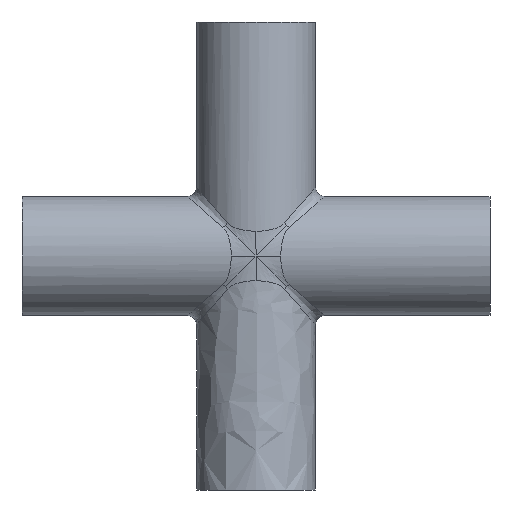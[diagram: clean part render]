
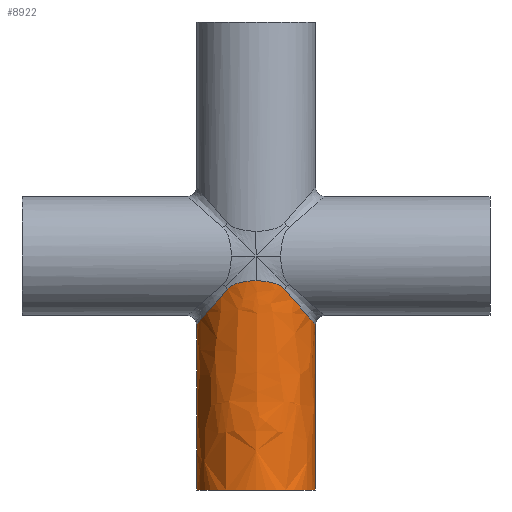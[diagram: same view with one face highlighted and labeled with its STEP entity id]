
A CAD part, front view. The second image highlights one B-rep face of the part: STEP entity #8922.
In plain terms, the highlighted free-form (B-spline) face has degree [1, 2] with [2, 9] control points.
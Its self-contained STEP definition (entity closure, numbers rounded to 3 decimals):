
#730=CARTESIAN_POINT('',(0.,-12.7,-5.29));
#731=VERTEX_POINT('',#730);
#747=CARTESIAN_POINT('',(6.116,-11.13,-7.08));
#748=VERTEX_POINT('',#747);
#749=CARTESIAN_POINT('',(0.,-12.7,-5.29));
#750=CARTESIAN_POINT('',(0.912,-12.7,-5.29));
#751=CARTESIAN_POINT('',(1.824,-12.597,-5.364));
#752=CARTESIAN_POINT('',(2.656,-12.419,-5.51));
#753=CARTESIAN_POINT('',(3.567,-12.224,-5.671));
#754=CARTESIAN_POINT('',(4.38,-11.941,-5.919));
#755=CARTESIAN_POINT('',(5.026,-11.663,-6.255));
#756=CARTESIAN_POINT('',(5.474,-11.47,-6.487));
#757=CARTESIAN_POINT('',(5.842,-11.281,-6.762));
#758=CARTESIAN_POINT('',(6.116,-11.13,-7.08));
#759=B_SPLINE_CURVE_WITH_KNOTS('',3,(#749,#750,#751,#752,#753,#754,#755,#756,#757,#758),.UNSPECIFIED.,.F.,.U.,(4,3,3,4),(0.5,0.675,0.867,1.0),.UNSPECIFIED.);
#760=EDGE_CURVE('',#731,#748,#759,.T.);
#984=CARTESIAN_POINT('',(-6.116,-11.13,-7.08));
#985=VERTEX_POINT('',#984);
#993=CARTESIAN_POINT('',(-6.116,-11.13,-7.08));
#994=CARTESIAN_POINT('',(-5.66,-11.381,-6.551));
#995=CARTESIAN_POINT('',(-4.939,-11.739,-6.14));
#996=CARTESIAN_POINT('',(-4.031,-12.043,-5.845));
#997=CARTESIAN_POINT('',(-3.308,-12.285,-5.611));
#998=CARTESIAN_POINT('',(-2.468,-12.49,-5.451));
#999=CARTESIAN_POINT('',(-1.577,-12.602,-5.365));
#1000=CARTESIAN_POINT('',(-1.062,-12.666,-5.315));
#1001=CARTESIAN_POINT('',(-0.531,-12.7,-5.29));
#1002=CARTESIAN_POINT('',(0.,-12.7,-5.29));
#1003=B_SPLINE_CURVE_WITH_KNOTS('',3,(#993,#994,#995,#996,#997,#998,#999,#1000,#1001,#1002),.UNSPECIFIED.,.F.,.U.,(4,3,3,4),(0.0,0.222,0.398,0.5),.UNSPECIFIED.);
#1004=EDGE_CURVE('',#985,#731,#1003,.T.);
#3230=CARTESIAN_POINT('',(0.,12.7,-5.29));
#3231=VERTEX_POINT('',#3230);
#3247=CARTESIAN_POINT('',(-6.116,11.13,-7.08));
#3248=VERTEX_POINT('',#3247);
#3249=CARTESIAN_POINT('',(0.,12.7,-5.29));
#3250=CARTESIAN_POINT('',(-0.912,12.7,-5.29));
#3251=CARTESIAN_POINT('',(-1.824,12.597,-5.364));
#3252=CARTESIAN_POINT('',(-2.656,12.419,-5.51));
#3253=CARTESIAN_POINT('',(-3.567,12.224,-5.671));
#3254=CARTESIAN_POINT('',(-4.38,11.941,-5.919));
#3255=CARTESIAN_POINT('',(-5.026,11.663,-6.255));
#3256=CARTESIAN_POINT('',(-5.474,11.47,-6.487));
#3257=CARTESIAN_POINT('',(-5.842,11.281,-6.762));
#3258=CARTESIAN_POINT('',(-6.116,11.13,-7.08));
#3259=B_SPLINE_CURVE_WITH_KNOTS('',3,(#3249,#3250,#3251,#3252,#3253,#3254,#3255,#3256,#3257,#3258),.UNSPECIFIED.,.F.,.U.,(4,3,3,4),(0.5,0.675,0.867,1.0),.UNSPECIFIED.);
#3260=EDGE_CURVE('',#3231,#3248,#3259,.T.);
#8127=CARTESIAN_POINT('',(6.116,11.13,-7.08));
#8128=VERTEX_POINT('',#8127);
#8136=CARTESIAN_POINT('',(6.116,11.13,-7.08));
#8137=CARTESIAN_POINT('',(5.66,11.381,-6.551));
#8138=CARTESIAN_POINT('',(4.939,11.739,-6.14));
#8139=CARTESIAN_POINT('',(4.031,12.043,-5.845));
#8140=CARTESIAN_POINT('',(3.308,12.285,-5.611));
#8141=CARTESIAN_POINT('',(2.468,12.49,-5.451));
#8142=CARTESIAN_POINT('',(1.577,12.602,-5.365));
#8143=CARTESIAN_POINT('',(1.062,12.666,-5.315));
#8144=CARTESIAN_POINT('',(0.531,12.7,-5.29));
#8145=CARTESIAN_POINT('',(0.,12.7,-5.29));
#8146=B_SPLINE_CURVE_WITH_KNOTS('',3,(#8136,#8137,#8138,#8139,#8140,#8141,#8142,#8143,#8144,#8145),.UNSPECIFIED.,.F.,.U.,(4,3,3,4),(0.0,0.222,0.398,0.5),.UNSPECIFIED.);
#8147=EDGE_CURVE('',#8128,#3231,#8146,.T.);
#8603=CARTESIAN_POINT('',(0.0,0.0,0.0));
#8604=DIRECTION('',(-0.757,0.0,0.654));
#8605=DIRECTION('',(-0.654,0.0,-0.757));
#8606=AXIS2_PLACEMENT_3D('',#8603,#8604,#8605);
#8607=ELLIPSE('',#8606,19.426,12.7);
#8608=EDGE_CURVE('',#3248,#985,#8607,.T.);
#8735=CARTESIAN_POINT('',(0.0,0.0,0.0));
#8736=DIRECTION('',(0.757,0.0,0.654));
#8737=DIRECTION('',(0.654,0.0,-0.757));
#8738=AXIS2_PLACEMENT_3D('',#8735,#8736,#8737);
#8739=ELLIPSE('',#8738,19.426,12.7);
#8740=EDGE_CURVE('',#748,#8128,#8739,.T.);
#8877=CARTESIAN_POINT('',(12.7,0.,-50.0));
#8878=CARTESIAN_POINT('',(12.7,0.,-5.29));
#8879=CARTESIAN_POINT('',(12.7,-12.7,-50.0));
#8880=CARTESIAN_POINT('',(12.7,-12.7,-5.29));
#8881=CARTESIAN_POINT('',(0.,-12.7,-50.0));
#8882=CARTESIAN_POINT('',(0.,-12.7,-5.29));
#8883=CARTESIAN_POINT('',(-12.7,-12.7,-50.0));
#8884=CARTESIAN_POINT('',(-12.7,-12.7,-5.29));
#8885=CARTESIAN_POINT('',(-12.7,0.,-50.0));
#8886=CARTESIAN_POINT('',(-12.7,0.,-5.29));
#8887=CARTESIAN_POINT('',(-12.7,12.7,-50.0));
#8888=CARTESIAN_POINT('',(-12.7,12.7,-5.29));
#8889=CARTESIAN_POINT('',(0.,12.7,-50.0));
#8890=CARTESIAN_POINT('',(0.,12.7,-5.29));
#8891=CARTESIAN_POINT('',(12.7,12.7,-50.0));
#8892=CARTESIAN_POINT('',(12.7,12.7,-5.29));
#8893=CARTESIAN_POINT('',(12.7,0.,-50.0));
#8894=CARTESIAN_POINT('',(12.7,0.,-5.29));
#8902=(BOUNDED_SURFACE()B_SPLINE_SURFACE(1,2,((#8877,#8879,#8881,#8883,#8885,#8887,#8889,#8891,#8893),(#8878,#8880,#8882,#8884,#8886,#8888,#8890,#8892,#8894)),.UNSPECIFIED.,.F.,.T.,.U.)B_SPLINE_SURFACE_WITH_KNOTS((2,2),(3,2,2,2,3),(0.0,3.52),(0.0,19.949,39.898,59.847,79.796),.UNSPECIFIED.)GEOMETRIC_REPRESENTATION_ITEM()RATIONAL_B_SPLINE_SURFACE(((1.0,0.707,1.0,0.707,1.0,0.707,1.0,0.707,1.0),(1.0,0.707,1.0,0.707,1.0,0.707,1.0,0.707,1.0)))REPRESENTATION_ITEM('')SURFACE());
#8903=CARTESIAN_POINT('',(12.7,0.,-50.0));
#8904=VERTEX_POINT('',#8903);
#8905=CARTESIAN_POINT('',(0.0,0.0,-50.0));
#8906=DIRECTION('',(0.0,0.0,-1.0));
#8907=DIRECTION('',(-1.0,0.0,0.0));
#8908=AXIS2_PLACEMENT_3D('',#8905,#8906,#8907);
#8909=CIRCLE('',#8908,12.7);
#8910=EDGE_CURVE('',#8904,#8904,#8909,.T.);
#8911=ORIENTED_EDGE('',*,*,#8910,.F.);
#8912=EDGE_LOOP('',(#8911));
#8913=FACE_OUTER_BOUND('',#8912,.T.);
#8914=ORIENTED_EDGE('',*,*,#1004,.F.);
#8915=ORIENTED_EDGE('',*,*,#8608,.F.);
#8916=ORIENTED_EDGE('',*,*,#3260,.F.);
#8917=ORIENTED_EDGE('',*,*,#8147,.F.);
#8918=ORIENTED_EDGE('',*,*,#8740,.F.);
#8919=ORIENTED_EDGE('',*,*,#760,.F.);
#8920=EDGE_LOOP('',(#8914,#8915,#8916,#8917,#8918,#8919));
#8921=FACE_BOUND('',#8920,.T.);
#8922=ADVANCED_FACE('',(#8913,#8921),#8902,.T.);
